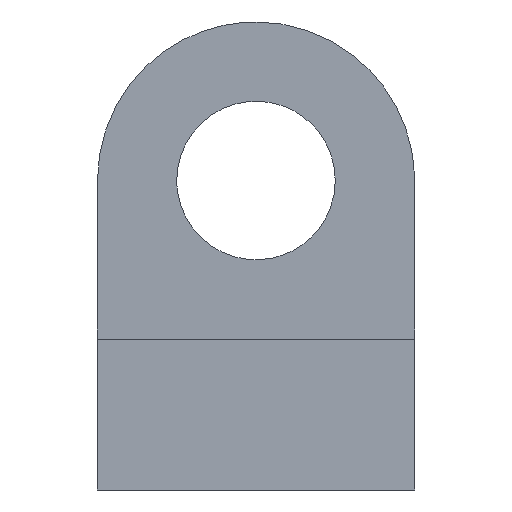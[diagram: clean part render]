
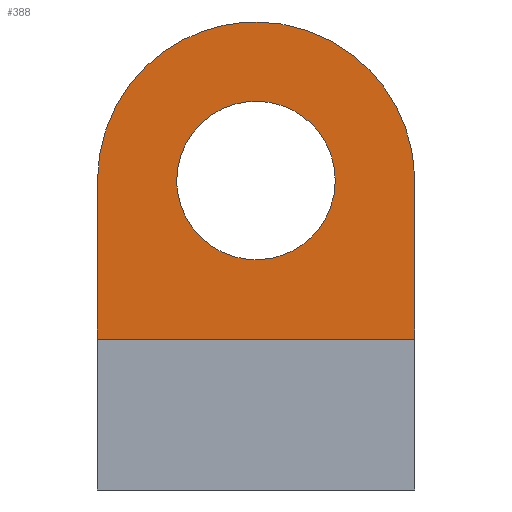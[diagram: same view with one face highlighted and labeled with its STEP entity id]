
A CAD part, front view. The second image highlights one B-rep face of the part: STEP entity #388.
In plain terms, the highlighted free-form (B-spline) face has degree [1, 1] with [2, 2] control points.
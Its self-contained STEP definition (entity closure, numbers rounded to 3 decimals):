
#101 = VERTEX_POINT('',#102);
#102 = CARTESIAN_POINT('',(-22.768,-31.927,
    29.528));
#107 = EDGE_CURVE('',#101,#108,#110,.T.);
#108 = VERTEX_POINT('',#109);
#109 = CARTESIAN_POINT('',(-22.768,-31.927,
    60.532));
#110 = B_SPLINE_CURVE_WITH_KNOTS('',1,(#111,#112),.UNSPECIFIED.,.F.,.F.,
  (2,2),(0.,21.),.PIECEWISE_BEZIER_KNOTS.);
#111 = CARTESIAN_POINT('',(-22.768,-31.927,
    29.528));
#112 = CARTESIAN_POINT('',(-22.768,-31.927,
    60.532));
#199 = VERTEX_POINT('',#200);
#200 = CARTESIAN_POINT('',(39.241,-31.927,
    60.532));
#205 = EDGE_CURVE('',#206,#199,#208,.T.);
#206 = VERTEX_POINT('',#207);
#207 = CARTESIAN_POINT('',(39.241,-31.927,
    29.528));
#208 = B_SPLINE_CURVE_WITH_KNOTS('',1,(#209,#210),.UNSPECIFIED.,.F.,.F.,
  (2,2),(0.,21.),.PIECEWISE_BEZIER_KNOTS.);
#209 = CARTESIAN_POINT('',(39.241,-31.927,
    29.528));
#210 = CARTESIAN_POINT('',(39.241,-31.927,
    60.532));
#241 = EDGE_CURVE('',#101,#206,#242,.T.);
#242 = B_SPLINE_CURVE_WITH_KNOTS('',1,(#243,#244),.UNSPECIFIED.,.F.,.F.,
  (2,2),(0.,42.),.PIECEWISE_BEZIER_KNOTS.);
#243 = CARTESIAN_POINT('',(-22.768,-31.927,
    29.528));
#244 = CARTESIAN_POINT('',(39.241,-31.927,
    29.528));
#360 = EDGE_CURVE('',#361,#199,#363,.T.);
#361 = VERTEX_POINT('',#362);
#362 = CARTESIAN_POINT('',(8.236,-31.927,
    91.536));
#363 = ( BOUNDED_CURVE() B_SPLINE_CURVE(2,(#364,#365,#366),
.UNSPECIFIED.,.F.,.F.) B_SPLINE_CURVE_WITH_KNOTS((3,3),(1.571,
3.142),.PIECEWISE_BEZIER_KNOTS.) CURVE() 
GEOMETRIC_REPRESENTATION_ITEM() RATIONAL_B_SPLINE_CURVE((1.,
0.707,1.)) REPRESENTATION_ITEM('') );
#364 = CARTESIAN_POINT('',(8.236,-31.927,
    91.536));
#365 = CARTESIAN_POINT('',(39.241,-31.927,
    91.536));
#366 = CARTESIAN_POINT('',(39.241,-31.927,
    60.532));
#372 = EDGE_CURVE('',#108,#361,#373,.T.);
#373 = ( BOUNDED_CURVE() B_SPLINE_CURVE(2,(#374,#375,#376),
.UNSPECIFIED.,.F.,.F.) B_SPLINE_CURVE_WITH_KNOTS((3,3),(0.,
1.571),.PIECEWISE_BEZIER_KNOTS.) CURVE() 
GEOMETRIC_REPRESENTATION_ITEM() RATIONAL_B_SPLINE_CURVE((1.,
0.707,1.)) REPRESENTATION_ITEM('') );
#374 = CARTESIAN_POINT('',(-22.768,-31.927,
    60.532));
#375 = CARTESIAN_POINT('',(-22.768,-31.927,
    91.536));
#376 = CARTESIAN_POINT('',(8.236,-31.927,
    91.536));
#388 = ADVANCED_FACE('',(#389,#396),#410,.F.);
#389 = FACE_BOUND('',#390,.F.);
#390 = EDGE_LOOP('',(#391,#392,#393,#394,#395));
#391 = ORIENTED_EDGE('',*,*,#241,.F.);
#392 = ORIENTED_EDGE('',*,*,#107,.T.);
#393 = ORIENTED_EDGE('',*,*,#372,.T.);
#394 = ORIENTED_EDGE('',*,*,#360,.T.);
#395 = ORIENTED_EDGE('',*,*,#205,.F.);
#396 = FACE_BOUND('',#397,.F.);
#397 = EDGE_LOOP('',(#398));
#398 = ORIENTED_EDGE('',*,*,#399,.F.);
#399 = EDGE_CURVE('',#400,#400,#402,.T.);
#400 = VERTEX_POINT('',#401);
#401 = CARTESIAN_POINT('',(-7.266,-31.927,
    60.532));
#402 = ( BOUNDED_CURVE() B_SPLINE_CURVE(2,(#403,#404,#405,#406,#407,#408
,#409),.UNSPECIFIED.,.T.,.F.) B_SPLINE_CURVE_WITH_KNOTS((1,2,2,2,2,1),(
    -2.094,0.,2.094,4.189,6.283,
8.378),.UNSPECIFIED.) CURVE() GEOMETRIC_REPRESENTATION_ITEM() 
RATIONAL_B_SPLINE_CURVE((1.,0.5,1.,0.5,1.,0.5,1.)) REPRESENTATION_ITEM(
  '') );
#403 = CARTESIAN_POINT('',(-7.266,-31.927,
    60.532));
#404 = CARTESIAN_POINT('',(-7.266,-31.927,
    87.382));
#405 = CARTESIAN_POINT('',(15.987,-31.927,
    73.957));
#406 = CARTESIAN_POINT('',(39.241,-31.927,
    60.532));
#407 = CARTESIAN_POINT('',(15.987,-31.927,
    47.107));
#408 = CARTESIAN_POINT('',(-7.266,-31.927,
    33.682));
#409 = CARTESIAN_POINT('',(-7.266,-31.927,
    60.532));
#410 = B_SPLINE_SURFACE_WITH_KNOTS('',1,1,(
    (#411,#412)
    ,(#413,#414
    )),.UNSPECIFIED.,.F.,.F.,.F.,(2,2),(2,2),(0.,42.),(-42.,0.),
  .PIECEWISE_BEZIER_KNOTS.);
#411 = CARTESIAN_POINT('',(-22.768,-31.927,
    91.536));
#412 = CARTESIAN_POINT('',(-22.768,-31.927,
    29.528));
#413 = CARTESIAN_POINT('',(39.241,-31.927,
    91.536));
#414 = CARTESIAN_POINT('',(39.241,-31.927,
    29.528));
